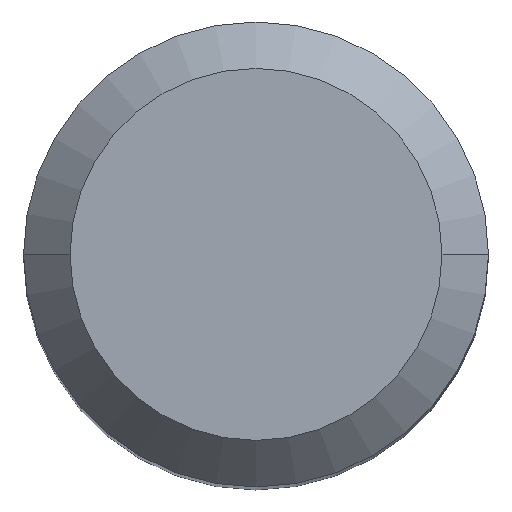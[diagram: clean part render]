
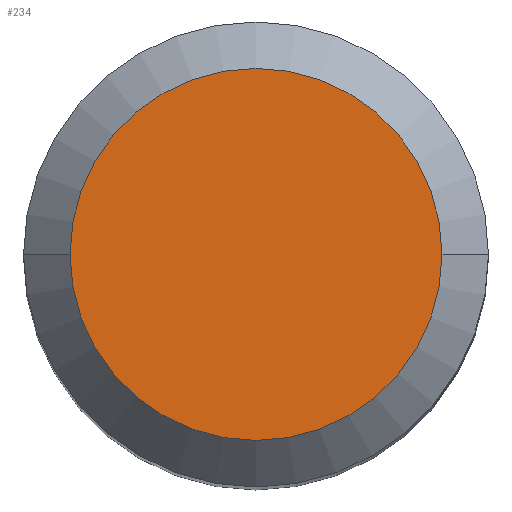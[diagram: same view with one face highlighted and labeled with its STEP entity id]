
A CAD part, top view. The second image highlights one B-rep face of the part: STEP entity #234.
In plain terms, the highlighted planar face has unit normal (0, 0, 1).
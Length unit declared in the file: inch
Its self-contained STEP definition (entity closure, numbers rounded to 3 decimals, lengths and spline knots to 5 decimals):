
#4 = AXIS2_PLACEMENT_3D ( 'NONE', #208, #277, #324 ) ;
#14 = CARTESIAN_POINT ( 'NONE',  ( 0., 0., 0. ) ) ;
#35 = DIRECTION ( 'NONE',  ( 0., 0., 1. ) ) ;
#58 = FACE_OUTER_BOUND ( 'NONE', #481, .T. ) ;
#80 = ORIENTED_EDGE ( 'NONE', *, *, #307, .T. ) ;
#140 = ORIENTED_EDGE ( 'NONE', *, *, #156, .T. ) ;
#151 = VERTEX_POINT ( 'NONE', #443 ) ;
#155 = CARTESIAN_POINT ( 'NONE',  ( 0., 0., 0. ) ) ;
#156 = EDGE_CURVE ( 'NONE', #436, #151, #186, .T. ) ;
#169 = DIRECTION ( 'NONE',  ( 0., 0., -1. ) ) ;
#186 = CIRCLE ( 'NONE', #236, 0.18896 ) ;
#208 = CARTESIAN_POINT ( 'NONE',  ( 0., 0., 0. ) ) ;
#234 = ADVANCED_FACE ( 'NONE', ( #58 ), #343, .F. ) ;
#236 = AXIS2_PLACEMENT_3D ( 'NONE', #155, #35, #328 ) ;
#260 = CIRCLE ( 'NONE', #4, 0.18896 ) ;
#277 = DIRECTION ( 'NONE',  ( 0., 0., 1. ) ) ;
#307 = EDGE_CURVE ( 'NONE', #151, #436, #260, .T. ) ;
#310 = DIRECTION ( 'NONE',  ( -1., 0., 0. ) ) ;
#324 = DIRECTION ( 'NONE',  ( 1., 0., 0. ) ) ;
#328 = DIRECTION ( 'NONE',  ( 1., 0., 0. ) ) ;
#343 = PLANE ( 'NONE',  #489 ) ;
#436 = VERTEX_POINT ( 'NONE', #456 ) ;
#443 = CARTESIAN_POINT ( 'NONE',  ( 0.18896, 0., 0. ) ) ;
#456 = CARTESIAN_POINT ( 'NONE',  ( -0.18896, 0., 0. ) ) ;
#481 = EDGE_LOOP ( 'NONE', ( #140, #80 ) ) ;
#489 = AXIS2_PLACEMENT_3D ( 'NONE', #14, #169, #310 ) ;
